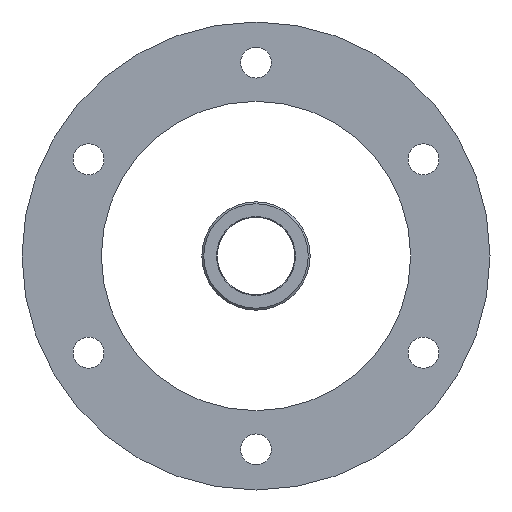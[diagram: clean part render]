
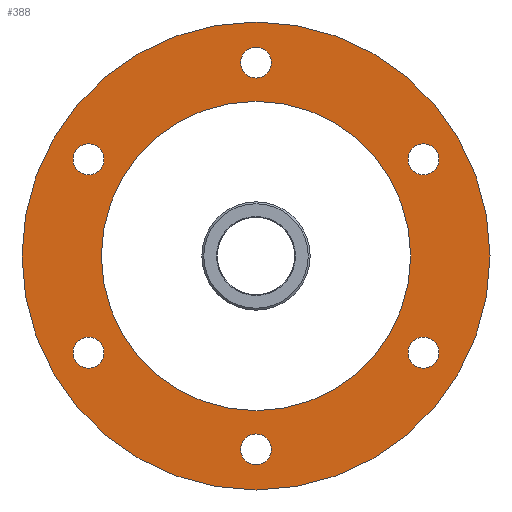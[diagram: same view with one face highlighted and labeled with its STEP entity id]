
A CAD part, front view. The second image highlights one B-rep face of the part: STEP entity #388.
In plain terms, the highlighted planar face has unit normal (0, -1, 0).
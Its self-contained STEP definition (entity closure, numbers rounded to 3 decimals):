
#42=FACE_BOUND('',#108,.T.);
#43=FACE_BOUND('',#109,.T.);
#44=FACE_BOUND('',#110,.T.);
#45=FACE_BOUND('',#111,.T.);
#46=FACE_BOUND('',#112,.T.);
#47=FACE_BOUND('',#113,.T.);
#48=FACE_BOUND('',#114,.T.);
#54=PLANE('',#463);
#76=FACE_OUTER_BOUND('',#107,.T.);
#107=EDGE_LOOP('',(#305));
#108=EDGE_LOOP('',(#306));
#109=EDGE_LOOP('',(#307));
#110=EDGE_LOOP('',(#308));
#111=EDGE_LOOP('',(#309));
#112=EDGE_LOOP('',(#310));
#113=EDGE_LOOP('',(#311));
#114=EDGE_LOOP('',(#312));
#175=CIRCLE('',#450,40.);
#183=CIRCLE('',#460,4.);
#184=CIRCLE('',#462,60.5);
#185=CIRCLE('',#464,4.);
#186=CIRCLE('',#465,4.);
#187=CIRCLE('',#466,4.);
#188=CIRCLE('',#467,4.);
#189=CIRCLE('',#468,4.);
#205=VERTEX_POINT('',#654);
#213=VERTEX_POINT('',#673);
#214=VERTEX_POINT('',#677);
#215=VERTEX_POINT('',#681);
#216=VERTEX_POINT('',#683);
#217=VERTEX_POINT('',#685);
#218=VERTEX_POINT('',#687);
#219=VERTEX_POINT('',#689);
#237=EDGE_CURVE('',#205,#205,#175,.T.);
#245=EDGE_CURVE('',#213,#213,#183,.T.);
#248=EDGE_CURVE('',#214,#214,#184,.T.);
#249=EDGE_CURVE('',#215,#215,#185,.T.);
#250=EDGE_CURVE('',#216,#216,#186,.T.);
#251=EDGE_CURVE('',#217,#217,#187,.T.);
#252=EDGE_CURVE('',#218,#218,#188,.T.);
#253=EDGE_CURVE('',#219,#219,#189,.T.);
#305=ORIENTED_EDGE('',*,*,#248,.F.);
#306=ORIENTED_EDGE('',*,*,#249,.T.);
#307=ORIENTED_EDGE('',*,*,#250,.T.);
#308=ORIENTED_EDGE('',*,*,#251,.T.);
#309=ORIENTED_EDGE('',*,*,#252,.T.);
#310=ORIENTED_EDGE('',*,*,#253,.T.);
#311=ORIENTED_EDGE('',*,*,#245,.T.);
#312=ORIENTED_EDGE('',*,*,#237,.F.);
#388=ADVANCED_FACE('',(#76,#42,#43,#44,#45,#46,#47,#48),#54,.F.);
#450=AXIS2_PLACEMENT_3D('',#656,#519,#520);
#460=AXIS2_PLACEMENT_3D('',#674,#539,#540);
#462=AXIS2_PLACEMENT_3D('',#679,#545,#546);
#463=AXIS2_PLACEMENT_3D('',#680,#547,#548);
#464=AXIS2_PLACEMENT_3D('',#682,#549,#550);
#465=AXIS2_PLACEMENT_3D('',#684,#551,#552);
#466=AXIS2_PLACEMENT_3D('',#686,#553,#554);
#467=AXIS2_PLACEMENT_3D('',#688,#555,#556);
#468=AXIS2_PLACEMENT_3D('',#690,#557,#558);
#519=DIRECTION('center_axis',(0.,-1.,0.));
#520=DIRECTION('ref_axis',(1.,0.,0.));
#539=DIRECTION('center_axis',(0.,1.,0.));
#540=DIRECTION('ref_axis',(1.,0.,0.));
#545=DIRECTION('center_axis',(0.,1.,0.));
#546=DIRECTION('ref_axis',(1.,0.,0.));
#547=DIRECTION('center_axis',(0.,1.,0.));
#548=DIRECTION('ref_axis',(1.,0.,0.));
#549=DIRECTION('center_axis',(0.,1.,0.));
#550=DIRECTION('ref_axis',(0.5,0.,0.866));
#551=DIRECTION('center_axis',(0.,1.,0.));
#552=DIRECTION('ref_axis',(-0.5,0.,0.866));
#553=DIRECTION('center_axis',(0.,1.,0.));
#554=DIRECTION('ref_axis',(-1.,0.,0.));
#555=DIRECTION('center_axis',(0.,1.,0.));
#556=DIRECTION('ref_axis',(-0.5,0.,-0.866));
#557=DIRECTION('center_axis',(0.,1.,0.));
#558=DIRECTION('ref_axis',(0.5,0.,-0.866));
#654=CARTESIAN_POINT('',(-40.,38.,0.));
#656=CARTESIAN_POINT('Origin',(0.,38.,0.));
#673=CARTESIAN_POINT('',(-4.,38.,50.));
#674=CARTESIAN_POINT('Origin',(0.,38.,50.));
#677=CARTESIAN_POINT('',(-60.5,38.,0.));
#679=CARTESIAN_POINT('Origin',(0.,38.,0.));
#680=CARTESIAN_POINT('Origin',(0.,38.,0.));
#681=CARTESIAN_POINT('',(-45.301,38.,21.536));
#682=CARTESIAN_POINT('Origin',(-43.301,38.,25.));
#683=CARTESIAN_POINT('',(-41.301,38.,-28.464));
#684=CARTESIAN_POINT('Origin',(-43.301,38.,-25.));
#685=CARTESIAN_POINT('',(4.,38.,-50.));
#686=CARTESIAN_POINT('Origin',(0.,38.,-50.));
#687=CARTESIAN_POINT('',(45.301,38.,-21.536));
#688=CARTESIAN_POINT('Origin',(43.301,38.,-25.));
#689=CARTESIAN_POINT('',(41.301,38.,28.464));
#690=CARTESIAN_POINT('Origin',(43.301,38.,25.));
